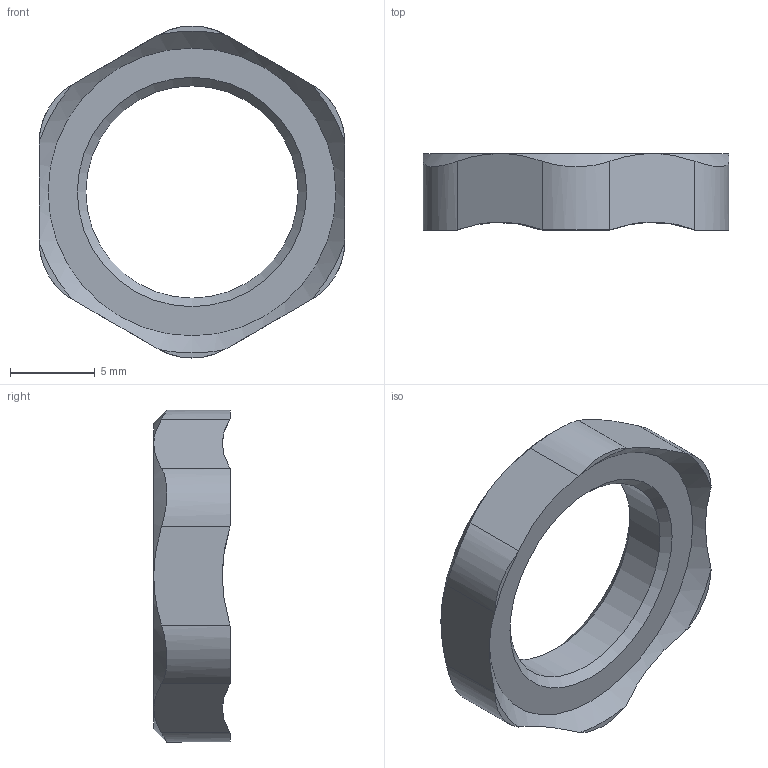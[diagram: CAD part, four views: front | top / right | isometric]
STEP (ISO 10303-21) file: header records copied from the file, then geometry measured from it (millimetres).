
FILE_DESCRIPTION(/* description */ (''),/* implementation_level */ '2;1');
FILE_NAME(/* name */ '',/* time_stamp */ '2025-08-19T11:54:43+07:00',/* author */ ('zeta-86'),/* organization */ (''),/* preprocessor_version */ 'ST-DEVELOPER v19.2',/* originating_system */ 'Autodesk Inventor 2024',/* authorisation */ '');
FILE_SCHEMA (('AUTOMOTIVE_DESIGN { 1 0 10303 214 3 1 1 }'));
Length unit declared in the file: millimetre
Products named in the file (1): Гайка ГЗ M12x1,5
Bounding box: 18 x 4.5 x 19.55 mm (x, y, z)
Volume: 542.6 mm3; surface area: 683.7 mm2
Topology: 1 solids, 1 shells, 30 faces, 82 edges, 54 vertices
Faces by surface type: plane 14, cone 9, cylinder 7
Full cylindrical faces by diameter (mm): 12.5 x1
Entity records: 1031 total; most frequent: CARTESIAN_POINT 299, ORIENTED_EDGE 164, DIRECTION 126, EDGE_CURVE 82, AXIS2_PLACEMENT_3D 55, VERTEX_POINT 54, EDGE_LOOP 32, FACE_OUTER_BOUND 30
